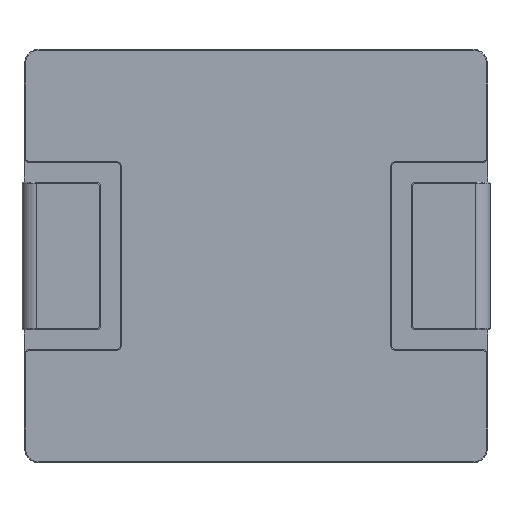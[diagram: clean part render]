
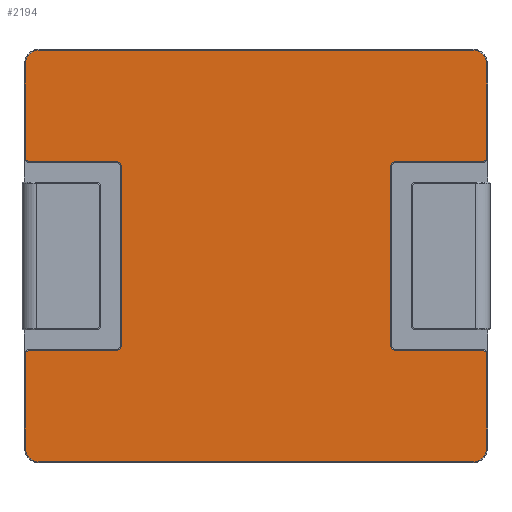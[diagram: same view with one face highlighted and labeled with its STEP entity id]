
A CAD part, front view. The second image highlights one B-rep face of the part: STEP entity #2194.
In plain terms, the highlighted planar face has unit normal (0, -1, 0).
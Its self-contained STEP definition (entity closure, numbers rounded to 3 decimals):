
#40=PLANE('',#2373);
#105=LINE('',#3580,#267);
#106=LINE('',#3584,#268);
#107=LINE('',#3588,#269);
#108=LINE('',#3592,#270);
#109=LINE('',#3596,#271);
#110=LINE('',#3600,#272);
#111=LINE('',#3604,#273);
#112=LINE('',#3608,#274);
#113=LINE('',#3612,#275);
#114=LINE('',#3616,#276);
#115=LINE('',#3620,#277);
#116=LINE('',#3624,#278);
#267=VECTOR('',#2760,1000.);
#268=VECTOR('',#2763,1000.);
#269=VECTOR('',#2766,1000.);
#270=VECTOR('',#2769,1000.);
#271=VECTOR('',#2772,1000.);
#272=VECTOR('',#2775,1000.);
#273=VECTOR('',#2778,1000.);
#274=VECTOR('',#2781,1000.);
#275=VECTOR('',#2784,1000.);
#276=VECTOR('',#2787,1000.);
#277=VECTOR('',#2790,1000.);
#278=VECTOR('',#2793,1000.);
#477=FACE_OUTER_BOUND('',#622,.T.);
#622=EDGE_LOOP('',(#1528,#1529,#1530,#1531,#1532,#1533,#1534,#1535,#1536,
#1537,#1538,#1539,#1540,#1541,#1542,#1543,#1544,#1545,#1546,#1547,#1548,
#1549,#1550,#1551));
#778=CIRCLE('',#2374,0.14);
#779=CIRCLE('',#2375,0.04);
#780=CIRCLE('',#2376,0.06);
#781=CIRCLE('',#2377,0.06);
#782=CIRCLE('',#2378,0.04);
#783=CIRCLE('',#2379,0.14);
#784=CIRCLE('',#2380,0.14);
#785=CIRCLE('',#2381,0.04);
#786=CIRCLE('',#2382,0.06);
#787=CIRCLE('',#2383,0.06);
#788=CIRCLE('',#2384,0.04);
#789=CIRCLE('',#2385,0.14);
#978=VERTEX_POINT('',#3578);
#979=VERTEX_POINT('',#3579);
#980=VERTEX_POINT('',#3581);
#981=VERTEX_POINT('',#3583);
#982=VERTEX_POINT('',#3585);
#983=VERTEX_POINT('',#3587);
#984=VERTEX_POINT('',#3589);
#985=VERTEX_POINT('',#3591);
#986=VERTEX_POINT('',#3593);
#987=VERTEX_POINT('',#3595);
#988=VERTEX_POINT('',#3597);
#989=VERTEX_POINT('',#3599);
#990=VERTEX_POINT('',#3601);
#991=VERTEX_POINT('',#3603);
#992=VERTEX_POINT('',#3605);
#993=VERTEX_POINT('',#3607);
#994=VERTEX_POINT('',#3609);
#995=VERTEX_POINT('',#3611);
#996=VERTEX_POINT('',#3613);
#997=VERTEX_POINT('',#3615);
#998=VERTEX_POINT('',#3617);
#999=VERTEX_POINT('',#3619);
#1000=VERTEX_POINT('',#3621);
#1001=VERTEX_POINT('',#3623);
#1182=EDGE_CURVE('',#978,#979,#105,.T.);
#1183=EDGE_CURVE('',#979,#980,#778,.T.);
#1184=EDGE_CURVE('',#980,#981,#106,.T.);
#1185=EDGE_CURVE('',#981,#982,#779,.T.);
#1186=EDGE_CURVE('',#982,#983,#107,.T.);
#1187=EDGE_CURVE('',#983,#984,#780,.T.);
#1188=EDGE_CURVE('',#984,#985,#108,.T.);
#1189=EDGE_CURVE('',#985,#986,#781,.T.);
#1190=EDGE_CURVE('',#986,#987,#109,.T.);
#1191=EDGE_CURVE('',#987,#988,#782,.T.);
#1192=EDGE_CURVE('',#988,#989,#110,.T.);
#1193=EDGE_CURVE('',#989,#990,#783,.T.);
#1194=EDGE_CURVE('',#990,#991,#111,.T.);
#1195=EDGE_CURVE('',#991,#992,#784,.T.);
#1196=EDGE_CURVE('',#992,#993,#112,.T.);
#1197=EDGE_CURVE('',#993,#994,#785,.T.);
#1198=EDGE_CURVE('',#994,#995,#113,.T.);
#1199=EDGE_CURVE('',#995,#996,#786,.T.);
#1200=EDGE_CURVE('',#996,#997,#114,.T.);
#1201=EDGE_CURVE('',#997,#998,#787,.T.);
#1202=EDGE_CURVE('',#998,#999,#115,.T.);
#1203=EDGE_CURVE('',#999,#1000,#788,.T.);
#1204=EDGE_CURVE('',#1000,#1001,#116,.T.);
#1205=EDGE_CURVE('',#1001,#978,#789,.T.);
#1528=ORIENTED_EDGE('',*,*,#1182,.T.);
#1529=ORIENTED_EDGE('',*,*,#1183,.T.);
#1530=ORIENTED_EDGE('',*,*,#1184,.T.);
#1531=ORIENTED_EDGE('',*,*,#1185,.T.);
#1532=ORIENTED_EDGE('',*,*,#1186,.T.);
#1533=ORIENTED_EDGE('',*,*,#1187,.T.);
#1534=ORIENTED_EDGE('',*,*,#1188,.T.);
#1535=ORIENTED_EDGE('',*,*,#1189,.T.);
#1536=ORIENTED_EDGE('',*,*,#1190,.T.);
#1537=ORIENTED_EDGE('',*,*,#1191,.T.);
#1538=ORIENTED_EDGE('',*,*,#1192,.T.);
#1539=ORIENTED_EDGE('',*,*,#1193,.T.);
#1540=ORIENTED_EDGE('',*,*,#1194,.T.);
#1541=ORIENTED_EDGE('',*,*,#1195,.T.);
#1542=ORIENTED_EDGE('',*,*,#1196,.T.);
#1543=ORIENTED_EDGE('',*,*,#1197,.T.);
#1544=ORIENTED_EDGE('',*,*,#1198,.T.);
#1545=ORIENTED_EDGE('',*,*,#1199,.T.);
#1546=ORIENTED_EDGE('',*,*,#1200,.T.);
#1547=ORIENTED_EDGE('',*,*,#1201,.T.);
#1548=ORIENTED_EDGE('',*,*,#1202,.T.);
#1549=ORIENTED_EDGE('',*,*,#1203,.T.);
#1550=ORIENTED_EDGE('',*,*,#1204,.T.);
#1551=ORIENTED_EDGE('',*,*,#1205,.T.);
#2194=ADVANCED_FACE('',(#477),#40,.T.);
#2373=AXIS2_PLACEMENT_3D('',#3577,#2758,#2759);
#2374=AXIS2_PLACEMENT_3D('',#3582,#2761,#2762);
#2375=AXIS2_PLACEMENT_3D('',#3586,#2764,#2765);
#2376=AXIS2_PLACEMENT_3D('',#3590,#2767,#2768);
#2377=AXIS2_PLACEMENT_3D('',#3594,#2770,#2771);
#2378=AXIS2_PLACEMENT_3D('',#3598,#2773,#2774);
#2379=AXIS2_PLACEMENT_3D('',#3602,#2776,#2777);
#2380=AXIS2_PLACEMENT_3D('',#3606,#2779,#2780);
#2381=AXIS2_PLACEMENT_3D('',#3610,#2782,#2783);
#2382=AXIS2_PLACEMENT_3D('',#3614,#2785,#2786);
#2383=AXIS2_PLACEMENT_3D('',#3618,#2788,#2789);
#2384=AXIS2_PLACEMENT_3D('',#3622,#2791,#2792);
#2385=AXIS2_PLACEMENT_3D('',#3625,#2794,#2795);
#2758=DIRECTION('center_axis',(0.,-1.,0.));
#2759=DIRECTION('ref_axis',(0.,0.,-1.));
#2760=DIRECTION('',(-1.,0.,0.));
#2761=DIRECTION('center_axis',(0.,-1.,0.));
#2762=DIRECTION('ref_axis',(0.,0.,-1.));
#2763=DIRECTION('',(0.,0.,-1.));
#2764=DIRECTION('center_axis',(0.,-1.,0.));
#2765=DIRECTION('ref_axis',(0.,0.,-1.));
#2766=DIRECTION('',(1.,0.,0.));
#2767=DIRECTION('center_axis',(0.,1.,0.));
#2768=DIRECTION('ref_axis',(0.,0.,-1.));
#2769=DIRECTION('',(0.,0.,-1.));
#2770=DIRECTION('center_axis',(0.,1.,0.));
#2771=DIRECTION('ref_axis',(0.,0.,-1.));
#2772=DIRECTION('',(-1.,0.,0.));
#2773=DIRECTION('center_axis',(0.,-1.,0.));
#2774=DIRECTION('ref_axis',(0.,0.,-1.));
#2775=DIRECTION('',(0.,0.,-1.));
#2776=DIRECTION('center_axis',(0.,-1.,0.));
#2777=DIRECTION('ref_axis',(0.,0.,-1.));
#2778=DIRECTION('',(1.,0.,0.));
#2779=DIRECTION('center_axis',(0.,-1.,0.));
#2780=DIRECTION('ref_axis',(0.,0.,-1.));
#2781=DIRECTION('',(0.,0.,1.));
#2782=DIRECTION('center_axis',(0.,-1.,0.));
#2783=DIRECTION('ref_axis',(0.,0.,-1.));
#2784=DIRECTION('',(-1.,0.,0.));
#2785=DIRECTION('center_axis',(0.,1.,0.));
#2786=DIRECTION('ref_axis',(0.,0.,-1.));
#2787=DIRECTION('',(0.,0.,1.));
#2788=DIRECTION('center_axis',(0.,1.,0.));
#2789=DIRECTION('ref_axis',(0.,0.,-1.));
#2790=DIRECTION('',(1.,0.,0.));
#2791=DIRECTION('center_axis',(0.,-1.,0.));
#2792=DIRECTION('ref_axis',(0.,0.,-1.));
#2793=DIRECTION('',(0.,0.,1.));
#2794=DIRECTION('center_axis',(0.,-1.,0.));
#2795=DIRECTION('ref_axis',(0.,0.,-1.));
#3577=CARTESIAN_POINT('Origin',(0.,0.,0.));
#3578=CARTESIAN_POINT('',(2.2,0.,2.09));
#3579=CARTESIAN_POINT('',(-2.2,0.,2.09));
#3580=CARTESIAN_POINT('',(-2.2,0.,2.09));
#3581=CARTESIAN_POINT('',(-2.34,0.,1.95));
#3582=CARTESIAN_POINT('Origin',(-2.2,0.,1.95));
#3583=CARTESIAN_POINT('',(-2.34,0.,1.));
#3584=CARTESIAN_POINT('',(-2.34,0.,1.));
#3585=CARTESIAN_POINT('',(-2.3,0.,0.96));
#3586=CARTESIAN_POINT('Origin',(-2.3,0.,1.));
#3587=CARTESIAN_POINT('',(-1.425,0.,0.96));
#3588=CARTESIAN_POINT('',(-1.425,0.,0.96));
#3589=CARTESIAN_POINT('',(-1.365,0.,0.9));
#3590=CARTESIAN_POINT('Origin',(-1.425,0.,0.9));
#3591=CARTESIAN_POINT('',(-1.365,0.,-0.9));
#3592=CARTESIAN_POINT('',(-1.365,0.,-0.9));
#3593=CARTESIAN_POINT('',(-1.425,0.,-0.96));
#3594=CARTESIAN_POINT('Origin',(-1.425,0.,-0.9));
#3595=CARTESIAN_POINT('',(-2.3,0.,-0.96));
#3596=CARTESIAN_POINT('',(-2.3,0.,-0.96));
#3597=CARTESIAN_POINT('',(-2.34,0.,-1.));
#3598=CARTESIAN_POINT('Origin',(-2.3,0.,-1.));
#3599=CARTESIAN_POINT('',(-2.34,0.,-1.95));
#3600=CARTESIAN_POINT('',(-2.34,0.,-1.95));
#3601=CARTESIAN_POINT('',(-2.2,0.,-2.09));
#3602=CARTESIAN_POINT('Origin',(-2.2,0.,-1.95));
#3603=CARTESIAN_POINT('',(2.2,0.,-2.09));
#3604=CARTESIAN_POINT('',(2.2,0.,-2.09));
#3605=CARTESIAN_POINT('',(2.34,0.,-1.95));
#3606=CARTESIAN_POINT('Origin',(2.2,0.,-1.95));
#3607=CARTESIAN_POINT('',(2.34,0.,-1.));
#3608=CARTESIAN_POINT('',(2.34,0.,-1.));
#3609=CARTESIAN_POINT('',(2.3,0.,-0.96));
#3610=CARTESIAN_POINT('Origin',(2.3,0.,-1.));
#3611=CARTESIAN_POINT('',(1.425,0.,-0.96));
#3612=CARTESIAN_POINT('',(1.425,0.,-0.96));
#3613=CARTESIAN_POINT('',(1.365,0.,-0.9));
#3614=CARTESIAN_POINT('Origin',(1.425,0.,-0.9));
#3615=CARTESIAN_POINT('',(1.365,0.,0.9));
#3616=CARTESIAN_POINT('',(1.365,0.,0.9));
#3617=CARTESIAN_POINT('',(1.425,0.,0.96));
#3618=CARTESIAN_POINT('Origin',(1.425,0.,0.9));
#3619=CARTESIAN_POINT('',(2.3,0.,0.96));
#3620=CARTESIAN_POINT('',(2.3,0.,0.96));
#3621=CARTESIAN_POINT('',(2.34,0.,1.));
#3622=CARTESIAN_POINT('Origin',(2.3,0.,1.));
#3623=CARTESIAN_POINT('',(2.34,0.,1.95));
#3624=CARTESIAN_POINT('',(2.34,0.,1.95));
#3625=CARTESIAN_POINT('Origin',(2.2,0.,1.95));
